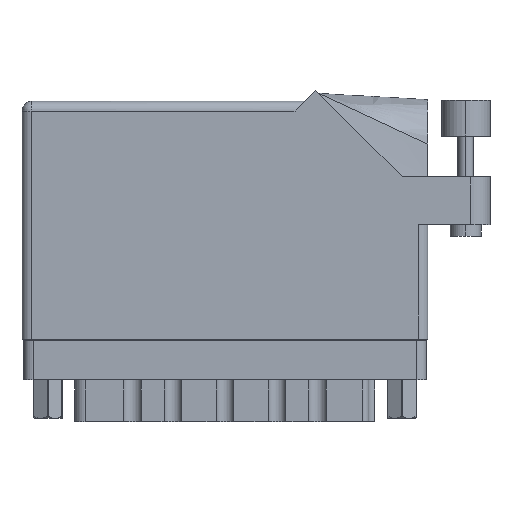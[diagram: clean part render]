
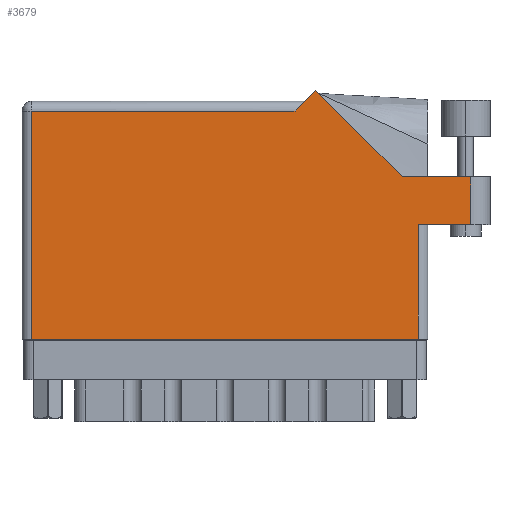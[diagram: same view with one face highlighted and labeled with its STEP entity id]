
A CAD part, front view. The second image highlights one B-rep face of the part: STEP entity #3679.
In plain terms, the highlighted face is planar.
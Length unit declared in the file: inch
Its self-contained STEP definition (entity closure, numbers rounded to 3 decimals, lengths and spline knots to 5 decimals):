
#154 = LINE ( 'NONE', #28251, #37649 ) ;
#476 = VERTEX_POINT ( 'NONE', #28323 ) ;
#1057 = EDGE_CURVE ( 'NONE', #476, #5659, #8097, .T. ) ;
#2013 = ORIENTED_EDGE ( 'NONE', *, *, #5696, .T. ) ;
#2516 = CARTESIAN_POINT ( 'NONE',  ( 0., 1.468, 0. ) ) ;
#2557 = EDGE_CURVE ( 'NONE', #28656, #19164, #154, .T. ) ;
#2770 = DIRECTION ( 'NONE',  ( 0., -1., 0. ) ) ;
#2977 = LINE ( 'NONE', #2516, #6007 ) ;
#3679 = ADVANCED_FACE ( 'NONE', ( #15689 ), #4343, .F. ) ;
#4001 = DIRECTION ( 'NONE',  ( 1., 0., 0. ) ) ;
#4343 = PLANE ( 'NONE',  #49857 ) ;
#5659 = VERTEX_POINT ( 'NONE', #7233 ) ;
#5696 = EDGE_CURVE ( 'NONE', #60462, #476, #44050, .T. ) ;
#5800 = CARTESIAN_POINT ( 'NONE',  ( 3.012, 1.044, 0. ) ) ;
#6007 = VECTOR ( 'NONE', #40922, 39.37008 ) ;
#7146 = CARTESIAN_POINT ( 'NONE',  ( 2.887, 1.044, 0. ) ) ;
#7233 = CARTESIAN_POINT ( 'NONE',  ( 1.757, 1.468, 0. ) ) ;
#7338 = VECTOR ( 'NONE', #40034, 39.37008 ) ;
#7946 = EDGE_CURVE ( 'NONE', #13411, #60462, #20444, .T. ) ;
#8097 = LINE ( 'NONE', #61996, #7338 ) ;
#8964 = ORIENTED_EDGE ( 'NONE', *, *, #23529, .T. ) ;
#12471 = ORIENTED_EDGE ( 'NONE', *, *, #26809, .T. ) ;
#13411 = VERTEX_POINT ( 'NONE', #14508 ) ;
#13682 = CARTESIAN_POINT ( 'NONE',  ( 2.44642, 1.044, 0. ) ) ;
#14162 = EDGE_LOOP ( 'NONE', ( #33484, #12471, #21024, #2013, #49515, #17488, #24085, #8964, #35593 ) ) ;
#14508 = CARTESIAN_POINT ( 'NONE',  ( 2.887, 1.044, 0. ) ) ;
#15689 = FACE_OUTER_BOUND ( 'NONE', #14162, .T. ) ;
#16554 = VERTEX_POINT ( 'NONE', #58974 ) ;
#16879 = VECTOR ( 'NONE', #34750, 39.37008 ) ;
#17488 = ORIENTED_EDGE ( 'NONE', *, *, #38603, .T. ) ;
#18552 = CARTESIAN_POINT ( 'NONE',  ( 2.55, 0.737, 0. ) ) ;
#19164 = VERTEX_POINT ( 'NONE', #20314 ) ;
#19974 = LINE ( 'NONE', #58750, #16879 ) ;
#20314 = CARTESIAN_POINT ( 'NONE',  ( 2.887, 0.737, 0. ) ) ;
#20444 = LINE ( 'NONE', #5800, #50537 ) ;
#21024 = ORIENTED_EDGE ( 'NONE', *, *, #7946, .T. ) ;
#21743 = VECTOR ( 'NONE', #53530, 39.37008 ) ;
#23529 = EDGE_CURVE ( 'NONE', #56378, #38688, #19974, .T. ) ;
#24085 = ORIENTED_EDGE ( 'NONE', *, *, #30242, .T. ) ;
#26809 = EDGE_CURVE ( 'NONE', #19164, #13411, #52799, .T. ) ;
#28251 = CARTESIAN_POINT ( 'NONE',  ( 2.612, 0.737, 0. ) ) ;
#28323 = CARTESIAN_POINT ( 'NONE',  ( 1.88971, 1.60071, 0. ) ) ;
#28656 = VERTEX_POINT ( 'NONE', #18552 ) ;
#29488 = VECTOR ( 'NONE', #55423, 39.37008 ) ;
#30242 = EDGE_CURVE ( 'NONE', #16554, #56378, #38935, .T. ) ;
#33484 = ORIENTED_EDGE ( 'NONE', *, *, #2557, .T. ) ;
#34750 = DIRECTION ( 'NONE',  ( 1., 0., 0. ) ) ;
#35593 = ORIENTED_EDGE ( 'NONE', *, *, #45190, .T. ) ;
#36320 = CARTESIAN_POINT ( 'NONE',  ( 0.062, 0., 0. ) ) ;
#37649 = VECTOR ( 'NONE', #4001, 39.37008 ) ;
#37920 = DIRECTION ( 'NONE',  ( 0., 0., -1. ) ) ;
#38603 = EDGE_CURVE ( 'NONE', #5659, #16554, #2977, .T. ) ;
#38688 = VERTEX_POINT ( 'NONE', #61352 ) ;
#38935 = LINE ( 'NONE', #36320, #59990 ) ;
#40034 = DIRECTION ( 'NONE',  ( -0.707, -0.707, 0. ) ) ;
#40922 = DIRECTION ( 'NONE',  ( -1., 0., 0. ) ) ;
#44050 = LINE ( 'NONE', #56783, #53815 ) ;
#45190 = EDGE_CURVE ( 'NONE', #38688, #28656, #59367, .T. ) ;
#48249 = CARTESIAN_POINT ( 'NONE',  ( 2.55, 0.737, 0. ) ) ;
#49515 = ORIENTED_EDGE ( 'NONE', *, *, #1057, .T. ) ;
#49857 = AXIS2_PLACEMENT_3D ( 'NONE', #57484, #37920, #52431 ) ;
#50537 = VECTOR ( 'NONE', #58717, 39.37008 ) ;
#51283 = DIRECTION ( 'NONE',  ( -0.707, 0.707, 0. ) ) ;
#52431 = DIRECTION ( 'NONE',  ( -1., 0., 0. ) ) ;
#52799 = LINE ( 'NONE', #7146, #29488 ) ;
#53530 = DIRECTION ( 'NONE',  ( 0., 1., 0. ) ) ;
#53554 = CARTESIAN_POINT ( 'NONE',  ( 0.062, 0., 0. ) ) ;
#53815 = VECTOR ( 'NONE', #51283, 39.37008 ) ;
#55423 = DIRECTION ( 'NONE',  ( 0., 1., 0. ) ) ;
#56378 = VERTEX_POINT ( 'NONE', #53554 ) ;
#56783 = CARTESIAN_POINT ( 'NONE',  ( 2.44642, 1.044, 0. ) ) ;
#57484 = CARTESIAN_POINT ( 'NONE',  ( 0., 1.53, 0. ) ) ;
#58717 = DIRECTION ( 'NONE',  ( -1., 0., 0. ) ) ;
#58750 = CARTESIAN_POINT ( 'NONE',  ( 0., 0., 0. ) ) ;
#58974 = CARTESIAN_POINT ( 'NONE',  ( 0.062, 1.468, 0. ) ) ;
#59367 = LINE ( 'NONE', #48249, #21743 ) ;
#59990 = VECTOR ( 'NONE', #2770, 39.37008 ) ;
#60462 = VERTEX_POINT ( 'NONE', #13682 ) ;
#61352 = CARTESIAN_POINT ( 'NONE',  ( 2.55, 0., 0. ) ) ;
#61996 = CARTESIAN_POINT ( 'NONE',  ( 1.819, 1.53, 0. ) ) ;
